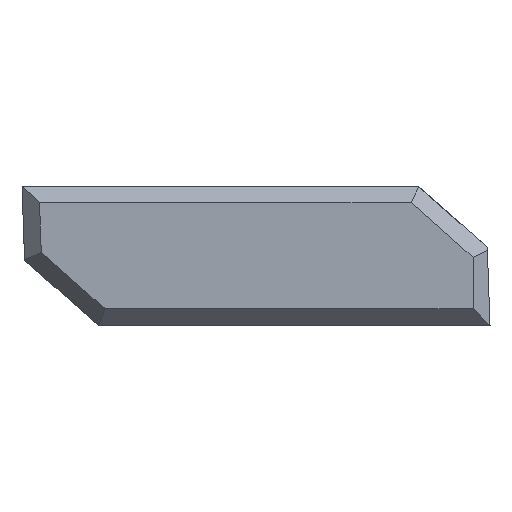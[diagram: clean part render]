
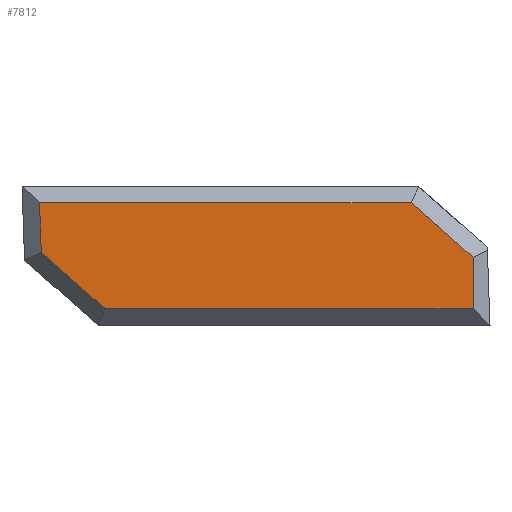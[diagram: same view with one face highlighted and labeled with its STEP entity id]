
A CAD part, front view. The second image highlights one B-rep face of the part: STEP entity #7812.
In plain terms, the highlighted planar face has unit normal (0, -0.999, -0.035).
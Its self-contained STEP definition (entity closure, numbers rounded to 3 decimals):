
#41 = VERTEX_POINT ( 'NONE', #3691 ) ;
#178 = DIRECTION ( 'NONE',  ( -0.75, -0.023, 0.661 ) ) ;
#298 = CARTESIAN_POINT ( 'NONE',  ( 0., -68., -16.5 ) ) ;
#438 = EDGE_LOOP ( 'NONE', ( #3074, #3778, #2450, #7406, #2898, #3212 ) ) ;
#483 = LINE ( 'NONE', #6963, #2447 ) ;
#524 = VECTOR ( 'NONE', #917, 1000. ) ;
#812 = VERTEX_POINT ( 'NONE', #9910 ) ;
#917 = DIRECTION ( 'NONE',  ( 0.75, 0.023, -0.661 ) ) ;
#923 = DIRECTION ( 'NONE',  ( -0.035, -0.035, 0.999 ) ) ;
#1163 = CARTESIAN_POINT ( 'NONE',  ( -53.275, -68.509, -1.933 ) ) ;
#1224 = VERTEX_POINT ( 'NONE', #11032 ) ;
#1574 = DIRECTION ( 'NONE',  ( 1., 0., 0. ) ) ;
#2104 = DIRECTION ( 'NONE',  ( 0., -0.999, -0.035 ) ) ;
#2287 = VECTOR ( 'NONE', #1574, 1000. ) ;
#2413 = CARTESIAN_POINT ( 'NONE',  ( -9.332, -68.509, -1.933 ) ) ;
#2447 = VECTOR ( 'NONE', #9561, 1000. ) ;
#2450 = ORIENTED_EDGE ( 'NONE', *, *, #8372, .F. ) ;
#2683 = VECTOR ( 'NONE', #923, 1000. ) ;
#2771 = EDGE_CURVE ( 'NONE', #41, #1224, #5626, .T. ) ;
#2898 = ORIENTED_EDGE ( 'NONE', *, *, #6470, .F. ) ;
#2934 = CARTESIAN_POINT ( 'NONE',  ( -18.945, -67.251, -37.944 ) ) ;
#3074 = ORIENTED_EDGE ( 'NONE', *, *, #6387, .F. ) ;
#3212 = ORIENTED_EDGE ( 'NONE', *, *, #4143, .F. ) ;
#3397 = DIRECTION ( 'NONE',  ( 0., 0.035, -0.999 ) ) ;
#3691 = CARTESIAN_POINT ( 'NONE',  ( -45.513, -68.07, -14.501 ) ) ;
#3778 = ORIENTED_EDGE ( 'NONE', *, *, #10023, .F. ) ;
#4014 = PLANE ( 'NONE',  #8032 ) ;
#4143 = EDGE_CURVE ( 'NONE', #6847, #812, #7964, .T. ) ;
#4298 = VECTOR ( 'NONE', #3397, 1000. ) ;
#5626 = LINE ( 'NONE', #2934, #11185 ) ;
#6387 = EDGE_CURVE ( 'NONE', #7576, #6847, #11071, .T. ) ;
#6470 = EDGE_CURVE ( 'NONE', #812, #41, #483, .T. ) ;
#6559 = CARTESIAN_POINT ( 'NONE',  ( -52.702, -67.936, -18.338 ) ) ;
#6847 = VERTEX_POINT ( 'NONE', #9983 ) ;
#6963 = CARTESIAN_POINT ( 'NONE',  ( -46.27, -68.07, -14.501 ) ) ;
#7406 = ORIENTED_EDGE ( 'NONE', *, *, #2771, .F. ) ;
#7576 = VERTEX_POINT ( 'NONE', #2413 ) ;
#7615 = FACE_OUTER_BOUND ( 'NONE', #438, .T. ) ;
#7812 = ADVANCED_FACE ( 'NONE', ( #7615 ), #4014, .T. ) ;
#7964 = LINE ( 'NONE', #11636, #4298 ) ;
#8032 = AXIS2_PLACEMENT_3D ( 'NONE', #298, #2104, #8469 ) ;
#8372 = EDGE_CURVE ( 'NONE', #1224, #11055, #9156, .T. ) ;
#8469 = DIRECTION ( 'NONE',  ( 0., -0.035, 0.999 ) ) ;
#8850 = CARTESIAN_POINT ( 'NONE',  ( 0., -68.509, -1.933 ) ) ;
#9156 = LINE ( 'NONE', #6559, #2683 ) ;
#9561 = DIRECTION ( 'NONE',  ( -1., 0., 0. ) ) ;
#9910 = CARTESIAN_POINT ( 'NONE',  ( -2., -68.07, -14.501 ) ) ;
#9983 = CARTESIAN_POINT ( 'NONE',  ( -2., -68.283, -8.402 ) ) ;
#10023 = EDGE_CURVE ( 'NONE', #11055, #7576, #11676, .T. ) ;
#10286 = CARTESIAN_POINT ( 'NONE',  ( 3.144, -68.124, -12.941 ) ) ;
#11032 = CARTESIAN_POINT ( 'NONE',  ( -53.069, -68.303, -7.835 ) ) ;
#11055 = VERTEX_POINT ( 'NONE', #1163 ) ;
#11071 = LINE ( 'NONE', #10286, #524 ) ;
#11185 = VECTOR ( 'NONE', #178, 1000. ) ;
#11636 = CARTESIAN_POINT ( 'NONE',  ( -2., -68., -16.5 ) ) ;
#11676 = LINE ( 'NONE', #8850, #2287 ) ;
